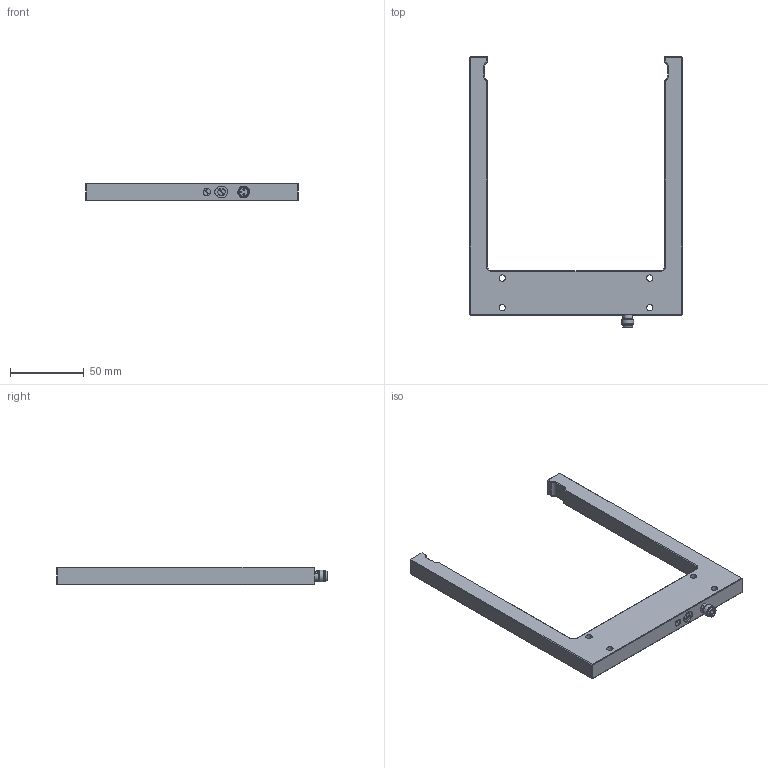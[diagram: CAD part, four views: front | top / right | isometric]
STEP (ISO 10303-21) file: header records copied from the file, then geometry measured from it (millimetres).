
FILE_DESCRIPTION(/* description */ ('DISO X xxx'),/* implementation_level */ '2;1');
FILE_NAME(/* name */ 'OGU_121-145_P3K-TSSL.stp',/* time_stamp */ '2015-07-22T10:33:16+02:00',/* author */ ('lck'),/* organization */ (''),/* preprocessor_version */ 'ST-DEVELOPER v15.6',/* originating_system */ 'Autodesk Inventor 2015',/* authorisation */ '');
FILE_SCHEMA (('AUTOMOTIVE_DESIGN { 1 0 10303 214 3 1 1 }'));
Length unit declared in the file: millimetre
Products named in the file (1): Bauteil141
Bounding box: 144 x 183.4 x 12 mm (x, y, z)
Volume: 92305 mm3; surface area: 27213.9 mm2
Topology: 1 solids, 7 shells, 198 faces, 428 edges, 262 vertices
Faces by surface type: plane 112, cylinder 65, cone 18, sphere 3
Full cylindrical faces by diameter (mm): 1 x3, 2 x4, 4.3 x4, 5.7 x1, 5.8 x2, 6.4 x1, 6.6 x2, 6.7 x1, 6.9 x1, 7.2 x1, 8 x1
Entity records: 5525 total; most frequent: CARTESIAN_POINT 1137, DIRECTION 861, ORIENTED_EDGE 768, EDGE_CURVE 384, AXIS2_PLACEMENT_3D 320, EDGE_LOOP 256, VERTEX_POINT 248, LINE 221
